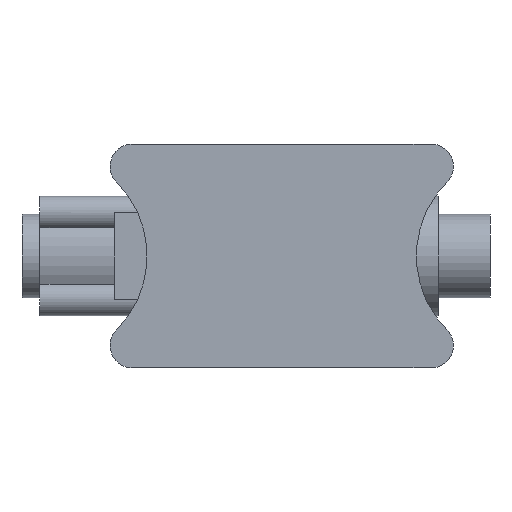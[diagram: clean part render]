
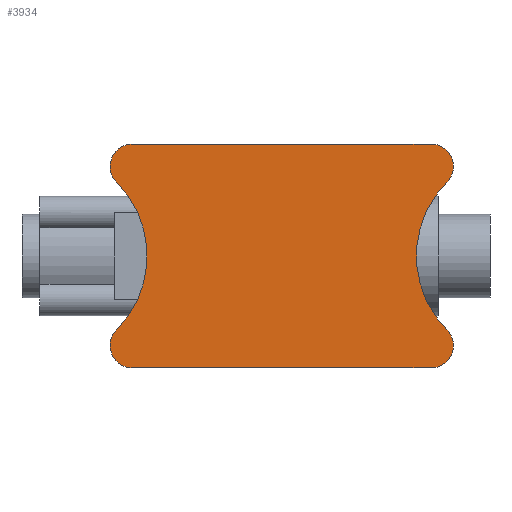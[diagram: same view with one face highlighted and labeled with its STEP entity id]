
A CAD part, front view. The second image highlights one B-rep face of the part: STEP entity #3934.
In plain terms, the highlighted planar face has unit normal (0, -1, 0).
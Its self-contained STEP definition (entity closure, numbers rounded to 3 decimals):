
#27 = CARTESIAN_POINT ( 'NONE',  ( 100., 0., 60. ) ) ;
#42 = AXIS2_PLACEMENT_3D ( 'NONE', #247, #2891, #4170 ) ;
#118 = AXIS2_PLACEMENT_3D ( 'NONE', #27, #2050, #3260 ) ;
#121 = DIRECTION ( 'NONE',  ( 0., 0., 1. ) ) ;
#244 = CARTESIAN_POINT ( 'NONE',  ( -160.208, 0., 0. ) ) ;
#247 = CARTESIAN_POINT ( 'NONE',  ( 100., 0., -60. ) ) ;
#308 = EDGE_CURVE ( 'NONE', #1693, #2384, #2267, .T. ) ;
#309 = DIRECTION ( 'NONE',  ( 0., 0., 1. ) ) ;
#346 = ORIENTED_EDGE ( 'NONE', *, *, #3602, .F. ) ;
#414 = DIRECTION ( 'NONE',  ( 0., 1., 0. ) ) ;
#506 = CIRCLE ( 'NONE', #1925, 15. ) ;
#681 = ORIENTED_EDGE ( 'NONE', *, *, #1169, .F. ) ;
#722 = PLANE ( 'NONE',  #1134 ) ;
#745 = CARTESIAN_POINT ( 'NONE',  ( -100., 0., 75. ) ) ;
#758 = DIRECTION ( 'NONE',  ( 0., 0., -1. ) ) ;
#905 = AXIS2_PLACEMENT_3D ( 'NONE', #3777, #2169, #3453 ) ;
#948 = EDGE_CURVE ( 'NONE', #2940, #1693, #4167, .T. ) ;
#960 = CIRCLE ( 'NONE', #1502, 15. ) ;
#983 = EDGE_CURVE ( 'NONE', #3122, #2568, #2947, .T. ) ;
#1003 = CARTESIAN_POINT ( 'NONE',  ( -100., 0., -75. ) ) ;
#1026 = CARTESIAN_POINT ( 'NONE',  ( -110.625, 0., -49.412 ) ) ;
#1035 = DIRECTION ( 'NONE',  ( 0., 0., 1. ) ) ;
#1058 = CARTESIAN_POINT ( 'NONE',  ( -100., 0., -60. ) ) ;
#1079 = DIRECTION ( 'NONE',  ( 0., 1., 0. ) ) ;
#1134 = AXIS2_PLACEMENT_3D ( 'NONE', #2653, #414, #1035 ) ;
#1169 = EDGE_CURVE ( 'NONE', #3608, #3122, #506, .T. ) ;
#1210 = VERTEX_POINT ( 'NONE', #2068 ) ;
#1392 = CARTESIAN_POINT ( 'NONE',  ( 100., 0., -75. ) ) ;
#1502 = AXIS2_PLACEMENT_3D ( 'NONE', #3975, #2998, #758 ) ;
#1609 = LINE ( 'NONE', #1888, #4076 ) ;
#1667 = CIRCLE ( 'NONE', #118, 15. ) ;
#1673 = EDGE_CURVE ( 'NONE', #4056, #2940, #1667, .T. ) ;
#1693 = VERTEX_POINT ( 'NONE', #2923 ) ;
#1825 = CARTESIAN_POINT ( 'NONE',  ( 100., 0., 75. ) ) ;
#1888 = CARTESIAN_POINT ( 'NONE',  ( -100., 0., -75. ) ) ;
#1925 = AXIS2_PLACEMENT_3D ( 'NONE', #1058, #1079, #121 ) ;
#1977 = DIRECTION ( 'NONE',  ( -1., 0., 0. ) ) ;
#2028 = VECTOR ( 'NONE', #2326, 1000. ) ;
#2050 = DIRECTION ( 'NONE',  ( 0., 1., 0. ) ) ;
#2068 = CARTESIAN_POINT ( 'NONE',  ( -100., 0., 75. ) ) ;
#2078 = ORIENTED_EDGE ( 'NONE', *, *, #2249, .F. ) ;
#2169 = DIRECTION ( 'NONE',  ( 0., -1., 0. ) ) ;
#2249 = EDGE_CURVE ( 'NONE', #2568, #1210, #960, .T. ) ;
#2267 = CIRCLE ( 'NONE', #42, 15. ) ;
#2326 = DIRECTION ( 'NONE',  ( 1., 0., 0. ) ) ;
#2337 = FACE_OUTER_BOUND ( 'NONE', #3415, .T. ) ;
#2384 = VERTEX_POINT ( 'NONE', #1392 ) ;
#2568 = VERTEX_POINT ( 'NONE', #2593 ) ;
#2569 = EDGE_CURVE ( 'NONE', #2384, #3608, #1609, .T. ) ;
#2593 = CARTESIAN_POINT ( 'NONE',  ( -110.625, 0., 49.412 ) ) ;
#2653 = CARTESIAN_POINT ( 'NONE',  ( -100., 0., -60. ) ) ;
#2821 = DIRECTION ( 'NONE',  ( 0., -1., 0. ) ) ;
#2884 = ORIENTED_EDGE ( 'NONE', *, *, #1673, .F. ) ;
#2891 = DIRECTION ( 'NONE',  ( 0., 1., 0. ) ) ;
#2923 = CARTESIAN_POINT ( 'NONE',  ( 110.625, 0., -49.412 ) ) ;
#2940 = VERTEX_POINT ( 'NONE', #3818 ) ;
#2942 = LINE ( 'NONE', #745, #2028 ) ;
#2947 = CIRCLE ( 'NONE', #3827, 70. ) ;
#2998 = DIRECTION ( 'NONE',  ( 0., 1., 0. ) ) ;
#3122 = VERTEX_POINT ( 'NONE', #1026 ) ;
#3260 = DIRECTION ( 'NONE',  ( 0., 0., 1. ) ) ;
#3415 = EDGE_LOOP ( 'NONE', ( #681, #4085, #4165, #3837, #2884, #346, #2078, #4037 ) ) ;
#3453 = DIRECTION ( 'NONE',  ( 0., 0., -1. ) ) ;
#3602 = EDGE_CURVE ( 'NONE', #1210, #4056, #2942, .T. ) ;
#3608 = VERTEX_POINT ( 'NONE', #1003 ) ;
#3777 = CARTESIAN_POINT ( 'NONE',  ( 160.208, 0., 0. ) ) ;
#3818 = CARTESIAN_POINT ( 'NONE',  ( 110.625, 0., 49.412 ) ) ;
#3827 = AXIS2_PLACEMENT_3D ( 'NONE', #244, #2821, #309 ) ;
#3837 = ORIENTED_EDGE ( 'NONE', *, *, #948, .F. ) ;
#3934 = ADVANCED_FACE ( 'NONE', ( #2337 ), #722, .F. ) ;
#3975 = CARTESIAN_POINT ( 'NONE',  ( -100., 0., 60. ) ) ;
#4037 = ORIENTED_EDGE ( 'NONE', *, *, #983, .F. ) ;
#4056 = VERTEX_POINT ( 'NONE', #1825 ) ;
#4076 = VECTOR ( 'NONE', #1977, 1000. ) ;
#4085 = ORIENTED_EDGE ( 'NONE', *, *, #2569, .F. ) ;
#4165 = ORIENTED_EDGE ( 'NONE', *, *, #308, .F. ) ;
#4167 = CIRCLE ( 'NONE', #905, 70. ) ;
#4170 = DIRECTION ( 'NONE',  ( 0., 0., -1. ) ) ;
